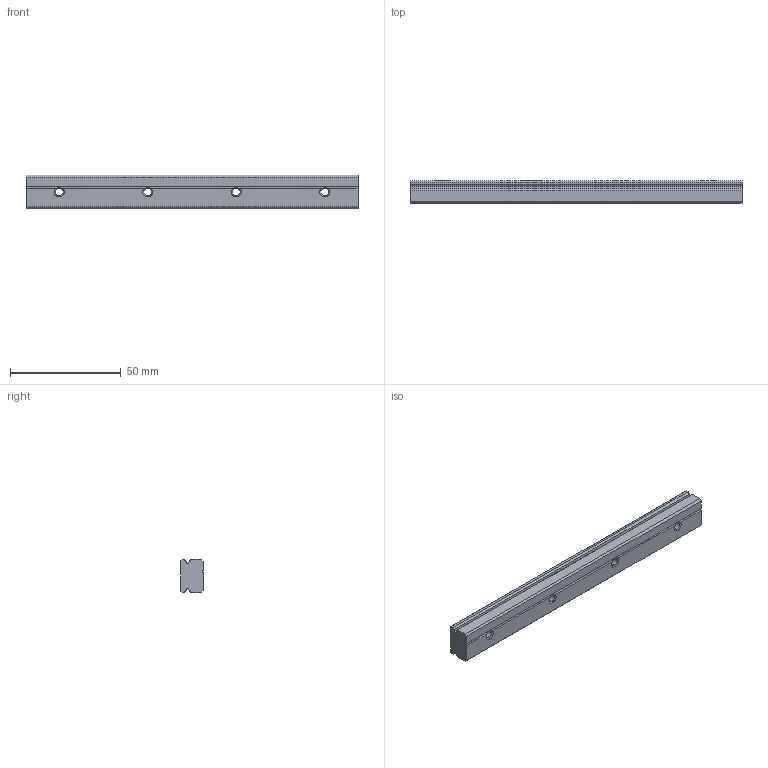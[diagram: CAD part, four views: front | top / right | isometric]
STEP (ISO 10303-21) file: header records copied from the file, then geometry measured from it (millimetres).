
FILE_DESCRIPTION (( 'STEP AP203' ), '1' );
FILE_NAME ('MGNR15.STEP', '2007-11-08T12:14:01', ( 'HIWIN GmbH' ), ( '77654 Offenburg' ), 'SwSTEP 2.0', 'SolidWorks 2006104', '' );
FILE_SCHEMA (( 'CONFIG_CONTROL_DESIGN' ));
Length unit declared in the file: millimetre
Products named in the file (1): MGNR15
Bounding box: 150 x 10 x 15 mm (x, y, z)
Volume: 20641 mm3; surface area: 8859.3 mm2
Topology: 1 solids, 1 shells, 60 faces, 158 edges, 100 vertices
Faces by surface type: plane 23, cylinder 21, cone 16
Entity records: 2001 total; most frequent: CARTESIAN_POINT 391, DIRECTION 330, ORIENTED_EDGE 316, EDGE_CURVE 158, AXIS2_PLACEMENT_3D 119, VERTEX_POINT 100, VECTOR 92, LINE 92
